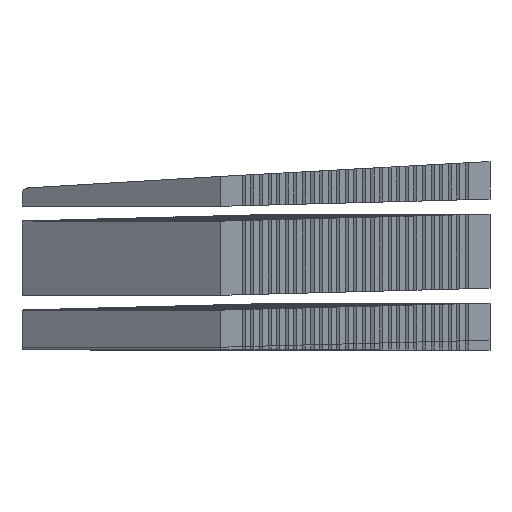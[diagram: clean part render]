
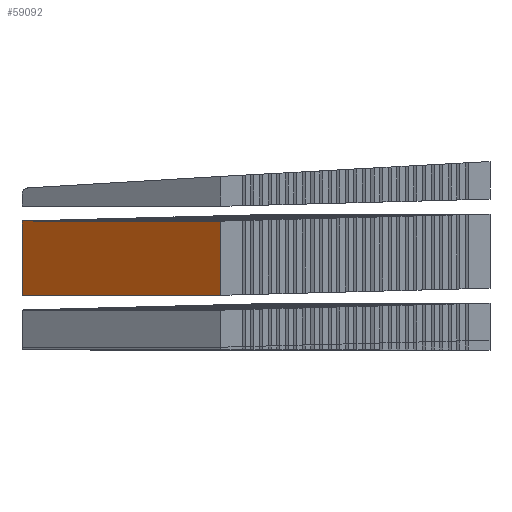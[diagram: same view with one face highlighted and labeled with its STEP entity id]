
A CAD part, top view. The second image highlights one B-rep face of the part: STEP entity #59092.
In plain terms, the highlighted planar face has unit normal (-0.609, 0, 0.793).
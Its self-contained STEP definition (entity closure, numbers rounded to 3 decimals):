
#58821 = PLANE('',#58822);
#58822 = AXIS2_PLACEMENT_3D('',#58823,#58824,#58825);
#58823 = CARTESIAN_POINT('',(8646.52,-45.194,
    9193.602));
#58824 = DIRECTION('',(0.851,0.,0.526));
#58825 = DIRECTION('',(0.,-1.,0.));
#58847 = PLANE('',#58848);
#58848 = AXIS2_PLACEMENT_3D('',#58849,#58850,#58851);
#58849 = CARTESIAN_POINT('',(10071.018,446.031,
    2390.277));
#58850 = DIRECTION('',(0.008,-1.,
    -0.013));
#58851 = DIRECTION('',(0.,0.013,-1.));
#58873 = PLANE('',#58874);
#58874 = AXIS2_PLACEMENT_3D('',#58875,#58876,#58877);
#58875 = CARTESIAN_POINT('',(9653.623,0.,5966.33));
#58876 = DIRECTION('',(0.851,0.,0.526));
#58877 = DIRECTION('',(0.,-1.,0.));
#58897 = PLANE('',#58898);
#58898 = AXIS2_PLACEMENT_3D('',#58899,#58900,#58901);
#58899 = CARTESIAN_POINT('',(10073.03,196.061,
    2387.022));
#58900 = DIRECTION('',(0.008,-1.,
    -0.013));
#58901 = DIRECTION('',(0.,0.013,-1.));
#58912 = VERTEX_POINT('',#58913);
#58913 = CARTESIAN_POINT('',(11632.428,182.887,
    4362.352));
#58934 = VERTEX_POINT('',#58935);
#58935 = CARTESIAN_POINT('',(11632.428,432.916,
    4362.352));
#58954 = EDGE_CURVE('',#58934,#58912,#58955,.T.);
#58955 = SURFACE_CURVE('',#58956,(#58960,#58966),.PCURVE_S1.);
#58956 = LINE('',#58957,#58958);
#58957 = CARTESIAN_POINT('',(11632.428,-32.695,
    4362.352));
#58958 = VECTOR('',#58959,1.);
#58959 = DIRECTION('',(0.,-1.,0.));
#58960 = PCURVE('',#58821,#58961);
#58961 = DEFINITIONAL_REPRESENTATION('',(#58962),#58965);
#58962 = B_SPLINE_CURVE_WITH_KNOTS('',1,(#58963,#58964),.UNSPECIFIED.,
  .F.,.F.,(2,2),(-727.862,603.229),
  .PIECEWISE_BEZIER_KNOTS.);
#58963 = CARTESIAN_POINT('',(-740.361,5679.492));
#58964 = CARTESIAN_POINT('',(590.73,5679.492));
#58965 = ( GEOMETRIC_REPRESENTATION_CONTEXT(2) 
PARAMETRIC_REPRESENTATION_CONTEXT() REPRESENTATION_CONTEXT('2D SPACE',''
  ) );
#58966 = PCURVE('',#58967,#58972);
#58967 = PLANE('',#58968);
#58968 = AXIS2_PLACEMENT_3D('',#58969,#58970,#58971);
#58969 = CARTESIAN_POINT('',(-6932.039,-20.197,
    -9874.187));
#58970 = DIRECTION('',(0.609,0.,-0.794));
#58971 = DIRECTION('',(0.,-1.,0.));
#58972 = DEFINITIONAL_REPRESENTATION('',(#58973),#58976);
#58973 = B_SPLINE_CURVE_WITH_KNOTS('',1,(#58974,#58975),.UNSPECIFIED.,
  .F.,.F.,(2,2),(-727.862,603.229),
  .PIECEWISE_BEZIER_KNOTS.);
#58974 = CARTESIAN_POINT('',(-715.363,-23394.839));
#58975 = CARTESIAN_POINT('',(615.728,-23394.839));
#58976 = ( GEOMETRIC_REPRESENTATION_CONTEXT(2) 
PARAMETRIC_REPRESENTATION_CONTEXT() REPRESENTATION_CONTEXT('2D SPACE',''
  ) );
#58981 = EDGE_CURVE('',#58982,#58912,#58984,.T.);
#58982 = VERTEX_POINT('',#58983);
#58983 = CARTESIAN_POINT('',(10962.475,184.185,
    3848.585));
#58984 = SURFACE_CURVE('',#58985,(#58989,#58995),.PCURVE_S1.);
#58985 = LINE('',#58986,#58987);
#58986 = CARTESIAN_POINT('',(1382.436,202.754,
    -3498.063));
#58987 = VECTOR('',#58988,1.);
#58988 = DIRECTION('',(0.794,-0.002,0.609
    ));
#58989 = PCURVE('',#58897,#58990);
#58990 = DEFINITIONAL_REPRESENTATION('',(#58991),#58994);
#58991 = B_SPLINE_CURVE_WITH_KNOTS('',1,(#58992,#58993),.UNSPECIFIED.,
  .F.,.F.,(2,2),(11988.299,13001.426),
  .PIECEWISE_BEZIER_KNOTS.);
#58992 = CARTESIAN_POINT('',(-1410.22,822.476));
#58993 = CARTESIAN_POINT('',(-2026.708,1626.446));
#58994 = ( GEOMETRIC_REPRESENTATION_CONTEXT(2) 
PARAMETRIC_REPRESENTATION_CONTEXT() REPRESENTATION_CONTEXT('2D SPACE',''
  ) );
#58995 = PCURVE('',#58967,#58996);
#58996 = DEFINITIONAL_REPRESENTATION('',(#58997),#59000);
#58997 = B_SPLINE_CURVE_WITH_KNOTS('',1,(#58998,#58999),.UNSPECIFIED.,
  .F.,.F.,(2,2),(11988.299,13001.426),
  .PIECEWISE_BEZIER_KNOTS.);
#58998 = CARTESIAN_POINT('',(-204.512,-22466.14));
#58999 = CARTESIAN_POINT('',(-202.953,-23479.266));
#59000 = ( GEOMETRIC_REPRESENTATION_CONTEXT(2) 
PARAMETRIC_REPRESENTATION_CONTEXT() REPRESENTATION_CONTEXT('2D SPACE',''
  ) );
#59027 = VERTEX_POINT('',#59028);
#59028 = CARTESIAN_POINT('',(10962.475,434.214,
    3848.585));
#59047 = EDGE_CURVE('',#59027,#58982,#59048,.T.);
#59048 = SURFACE_CURVE('',#59049,(#59053,#59059),.PCURVE_S1.);
#59049 = LINE('',#59050,#59051);
#59050 = CARTESIAN_POINT('',(10962.475,-10.098,
    3848.585));
#59051 = VECTOR('',#59052,1.);
#59052 = DIRECTION('',(0.,-1.,0.));
#59053 = PCURVE('',#58873,#59054);
#59054 = DEFINITIONAL_REPRESENTATION('',(#59055),#59058);
#59055 = B_SPLINE_CURVE_WITH_KNOTS('',1,(#59056,#59057),.UNSPECIFIED.,
  .F.,.F.,(2,2),(-686.172,596.817),
  .PIECEWISE_BEZIER_KNOTS.);
#59056 = CARTESIAN_POINT('',(-676.073,2489.566));
#59057 = CARTESIAN_POINT('',(606.916,2489.566));
#59058 = ( GEOMETRIC_REPRESENTATION_CONTEXT(2) 
PARAMETRIC_REPRESENTATION_CONTEXT() REPRESENTATION_CONTEXT('2D SPACE',''
  ) );
#59059 = PCURVE('',#58967,#59060);
#59060 = DEFINITIONAL_REPRESENTATION('',(#59061),#59064);
#59061 = B_SPLINE_CURVE_WITH_KNOTS('',1,(#59062,#59063),.UNSPECIFIED.,
  .F.,.F.,(2,2),(-686.172,596.817),
  .PIECEWISE_BEZIER_KNOTS.);
#59062 = CARTESIAN_POINT('',(-696.27,-22550.567));
#59063 = CARTESIAN_POINT('',(586.719,-22550.567));
#59064 = ( GEOMETRIC_REPRESENTATION_CONTEXT(2) 
PARAMETRIC_REPRESENTATION_CONTEXT() REPRESENTATION_CONTEXT('2D SPACE',''
  ) );
#59071 = EDGE_CURVE('',#59027,#58934,#59072,.T.);
#59072 = SURFACE_CURVE('',#59073,(#59077,#59083),.PCURVE_S1.);
#59073 = LINE('',#59074,#59075);
#59074 = CARTESIAN_POINT('',(1382.741,452.783,
    -3497.829));
#59075 = VECTOR('',#59076,1.);
#59076 = DIRECTION('',(0.794,-0.002,0.609
    ));
#59077 = PCURVE('',#58847,#59078);
#59078 = DEFINITIONAL_REPRESENTATION('',(#59079),#59082);
#59079 = B_SPLINE_CURVE_WITH_KNOTS('',1,(#59080,#59081),.UNSPECIFIED.,
  .F.,.F.,(2,2),(11987.914,13001.041),
  .PIECEWISE_BEZIER_KNOTS.);
#59080 = CARTESIAN_POINT('',(-1406.964,824.489));
#59081 = CARTESIAN_POINT('',(-2023.452,1628.458));
#59082 = ( GEOMETRIC_REPRESENTATION_CONTEXT(2) 
PARAMETRIC_REPRESENTATION_CONTEXT() REPRESENTATION_CONTEXT('2D SPACE',''
  ) );
#59083 = PCURVE('',#58967,#59084);
#59084 = DEFINITIONAL_REPRESENTATION('',(#59085),#59088);
#59085 = B_SPLINE_CURVE_WITH_KNOTS('',1,(#59086,#59087),.UNSPECIFIED.,
  .F.,.F.,(2,2),(11987.914,13001.041),
  .PIECEWISE_BEZIER_KNOTS.);
#59086 = CARTESIAN_POINT('',(-454.541,-22466.14));
#59087 = CARTESIAN_POINT('',(-452.983,-23479.266));
#59088 = ( GEOMETRIC_REPRESENTATION_CONTEXT(2) 
PARAMETRIC_REPRESENTATION_CONTEXT() REPRESENTATION_CONTEXT('2D SPACE',''
  ) );
#59092 = ADVANCED_FACE('',(#59093),#58967,.F.);
#59093 = FACE_BOUND('',#59094,.F.);
#59094 = EDGE_LOOP('',(#59095,#59096,#59097,#59098));
#59095 = ORIENTED_EDGE('',*,*,#59047,.F.);
#59096 = ORIENTED_EDGE('',*,*,#59071,.T.);
#59097 = ORIENTED_EDGE('',*,*,#58954,.T.);
#59098 = ORIENTED_EDGE('',*,*,#58981,.F.);
